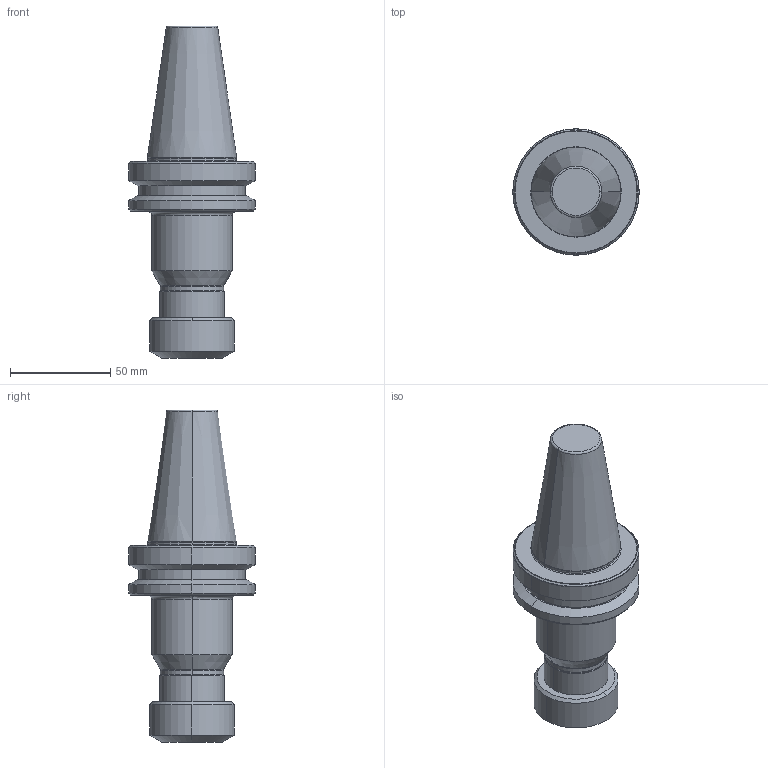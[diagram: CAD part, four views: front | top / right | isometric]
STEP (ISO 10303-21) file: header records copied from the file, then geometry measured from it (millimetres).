
FILE_DESCRIPTION (( 'STEP AP203' ), '1' );
FILE_NAME ('BT40 ER 25 100 AD-6.3G15000 SL.STEP', '2019-05-20T10:55:52', ( '' ), ( '' ), 'SwSTEP 2.0', 'SolidWorks 2014', '' );
FILE_SCHEMA (( 'CONFIG_CONTROL_DESIGN' ));
Length unit declared in the file: millimetre
Products named in the file (1): BT40 ER 25 100 AD-6.3G15000 SL
Bounding box: 63 x 63 x 165.4 mm (x, y, z)
Volume: 222235.3 mm3; surface area: 27384.6 mm2
Topology: 1 solids, 1 shells, 61 faces, 128 edges, 74 vertices
Faces by surface type: cone 20, cylinder 16, bspline 10, torus 8, plane 7
Entity records: 3108 total; most frequent: CARTESIAN_POINT 1776, DIRECTION 276, ORIENTED_EDGE 256, EDGE_CURVE 128, AXIS2_PLACEMENT_3D 120, VERTEX_POINT 74, CIRCLE 68, EDGE_LOOP 66
